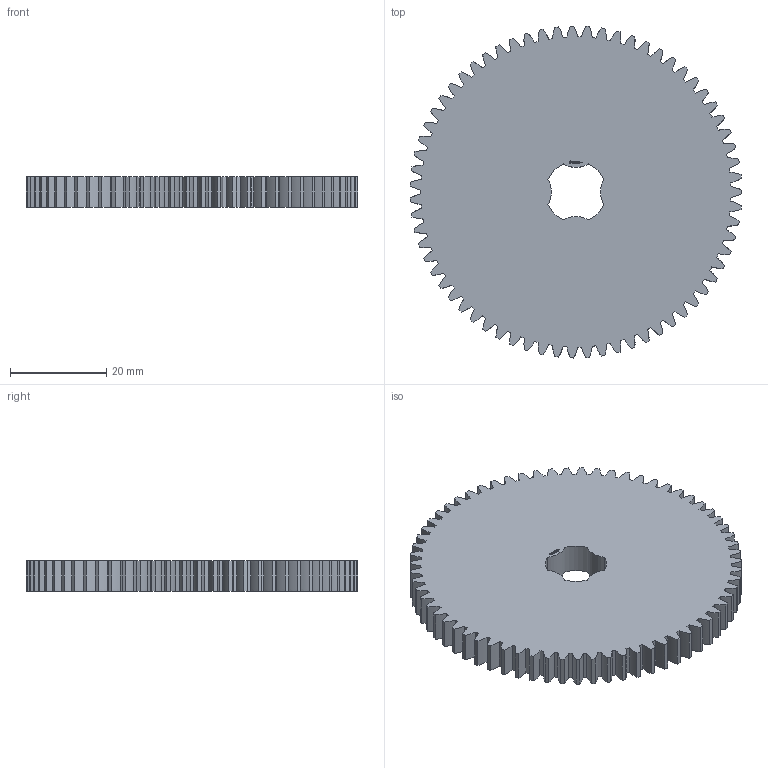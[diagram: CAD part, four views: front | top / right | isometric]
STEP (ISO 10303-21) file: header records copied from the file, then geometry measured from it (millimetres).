
FILE_DESCRIPTION(('FreeCAD Model'),'2;1');
FILE_NAME('Open CASCADE Shape Model','2024-03-10T22:54:35',(''),(''), 'Open CASCADE STEP processor 7.6','FreeCAD','Unknown');
FILE_SCHEMA(('AUTOMOTIVE_DESIGN { 1 0 10303 214 1 1 1 1 }'));
Products named in the file (1): Gear Wheel PLN TTH67 BU00.50 SFT-SHD - SPN-GWH-0246 (stemfie.org)
Bounding box: 68.98 x 69 x 6.25 mm (x, y, z)
Volume: 21252.3 mm3; surface area: 9710.2 mm2
Topology: 1 solids, 1 shells, 743 faces, 2130 edges, 1420 vertices
Faces by surface type: extrusion 410, plane 325, cylinder 8
Entity records: 69590 total; most frequent: CARTESIAN_POINT 24724, DIRECTION 5844, VECTOR 5128, LINE 4718, ORIENTED_EDGE 4260, PCURVE 4260, DEFINITIONAL_REPRESENTATION 4260, EDGE_CURVE 2130
